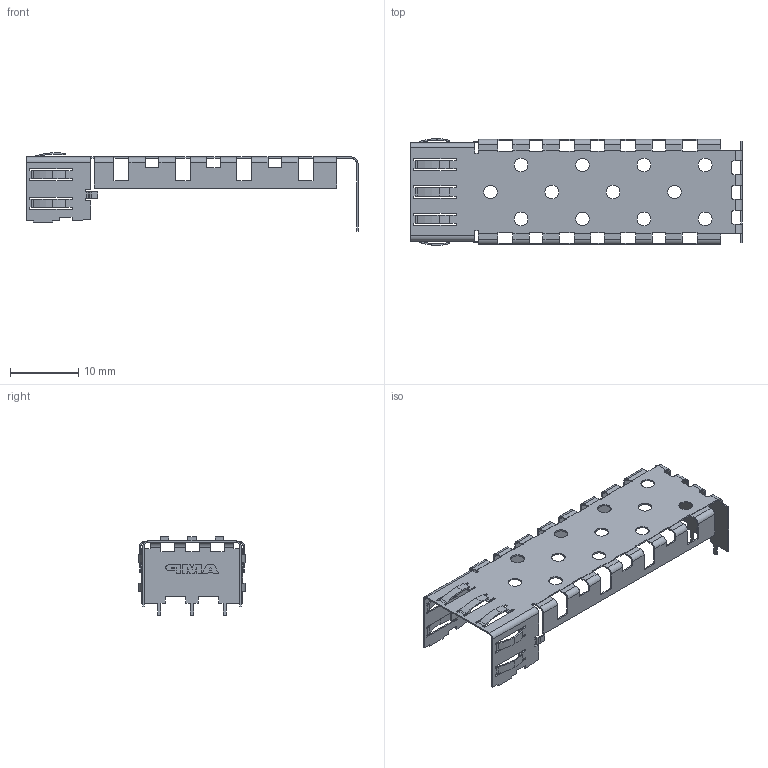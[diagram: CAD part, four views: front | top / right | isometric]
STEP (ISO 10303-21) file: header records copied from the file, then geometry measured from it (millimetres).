
FILE_DESCRIPTION((''),'2;1');
FILE_NAME('TYCO_6367035-1_(Cage Top).stp','2010-01-21T16:40:28',(''),(''),'Mechanical Desktop 2006','Mechanical Desktop 2006',', , ');
FILE_SCHEMA(('AUTOMOTIVE_DESIGN { 1 2 10303 214 0 1 1 1 }'));
Length unit declared in the file: millimetre
Products named in the file (1): Product
Bounding box: 48.7 x 15.66 x 11.53 mm (x, y, z)
Volume: 222.8 mm3; surface area: 2388.8 mm2
Topology: 3 solids, 3 shells, 505 faces, 1500 edges, 1000 vertices
Faces by surface type: plane 377, cylinder 126, bspline 2
Entity records: 16973 total; most frequent: CARTESIAN_POINT 3056, ORIENTED_EDGE 3000, DIRECTION 2756, EDGE_CURVE 1500, VECTOR 1244, LINE 1244, VERTEX_POINT 1000, AXIS2_PLACEMENT_3D 756
